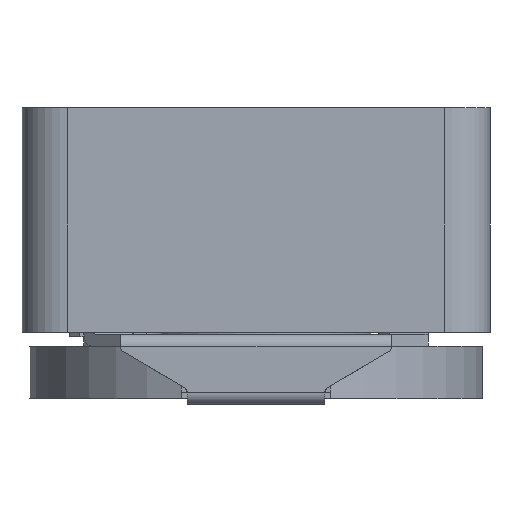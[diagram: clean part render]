
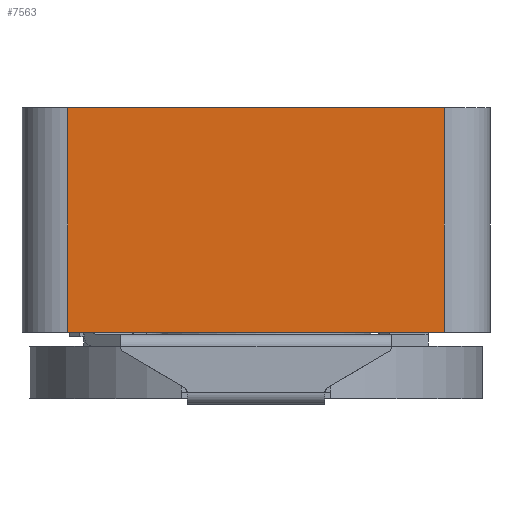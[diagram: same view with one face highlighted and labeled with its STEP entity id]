
A CAD part, front view. The second image highlights one B-rep face of the part: STEP entity #7563.
In plain terms, the highlighted planar face has unit normal (0, -1, 0).
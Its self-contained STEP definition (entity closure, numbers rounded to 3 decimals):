
#459=LINE('',#12349,#989);
#465=LINE('',#12370,#995);
#478=LINE('',#12417,#1008);
#479=LINE('',#12418,#1009);
#989=VECTOR('',#8913,1000.);
#995=VECTOR('',#8929,1000.);
#1008=VECTOR('',#8972,1000.);
#1009=VECTOR('',#8973,1000.);
#2525=ORIENTED_EDGE('',*,*,#3679,.T.);
#2526=ORIENTED_EDGE('',*,*,#3704,.T.);
#2527=ORIENTED_EDGE('',*,*,#3669,.F.);
#2528=ORIENTED_EDGE('',*,*,#3705,.T.);
#3669=EDGE_CURVE('',#4356,#4357,#459,.T.);
#3679=EDGE_CURVE('',#4367,#4366,#465,.T.);
#3704=EDGE_CURVE('',#4366,#4357,#478,.F.);
#3705=EDGE_CURVE('',#4356,#4367,#479,.T.);
#4356=VERTEX_POINT('',#12348);
#4357=VERTEX_POINT('',#12350);
#4366=VERTEX_POINT('',#12369);
#4367=VERTEX_POINT('',#12371);
#5059=EDGE_LOOP('',(#2525,#2526,#2527,#2528));
#5456=FACE_BOUND('',#5059,.T.);
#5761=PLANE('',#7953);
#7563=ADVANCED_FACE('',(#5456),#5761,.F.);
#7953=AXIS2_PLACEMENT_3D('',#12416,#8970,#8971);
#8913=DIRECTION('',(1.,0.,0.));
#8929=DIRECTION('',(1.,0.,0.));
#8970=DIRECTION('',(0.,1.,0.));
#8971=DIRECTION('',(-1.,0.,0.));
#8972=DIRECTION('',(0.,0.,-1.));
#8973=DIRECTION('',(0.,0.,-1.));
#12348=CARTESIAN_POINT('',(-4.1,-5.1,4.9));
#12349=CARTESIAN_POINT('',(-5.1,-5.1,4.9));
#12350=CARTESIAN_POINT('',(4.1,-5.1,4.9));
#12369=CARTESIAN_POINT('',(4.1,-5.1,0.));
#12370=CARTESIAN_POINT('',(-5.1,-5.1,0.));
#12371=CARTESIAN_POINT('',(-4.1,-5.1,0.));
#12416=CARTESIAN_POINT('',(-5.1,-5.1,4.9));
#12417=CARTESIAN_POINT('',(4.1,-5.1,4.9));
#12418=CARTESIAN_POINT('',(-4.1,-5.1,4.9));
